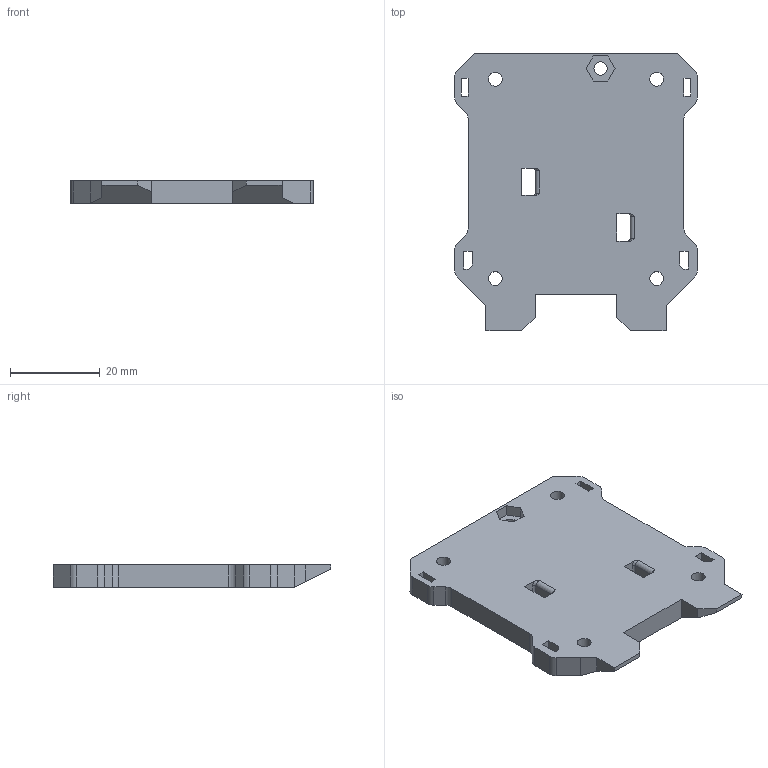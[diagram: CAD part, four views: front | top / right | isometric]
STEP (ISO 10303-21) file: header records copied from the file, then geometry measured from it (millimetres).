
FILE_DESCRIPTION(/* description */ (''),/* implementation_level */ '2;1');
FILE_NAME(/* name */ 'X_carriage_-_Rear_plate_REMIX.step',/* time_stamp */ '2020-02-02T11:13:40-05:00',/* author */ (''),/* organization */ (''),/* preprocessor_version */ 'ST-DEVELOPER v18',/* originating_system */ 'Autodesk Translation Framework v8.12.0.6',/* authorisation */ '');
FILE_SCHEMA (('AUTOMOTIVE_DESIGN { 1 0 10303 214 3 1 1 }'));
Length unit declared in the file: millimetre
Products named in the file (1): X_carriage_-_Rear_plate
Bounding box: 54.23 x 62.03 x 5 mm (x, y, z)
Volume: 13520.3 mm3; surface area: 7284.1 mm2
Topology: 1 solids, 1 shells, 95 faces, 265 edges, 173 vertices
Faces by surface type: plane 62, cylinder 25, torus 8
Full cylindrical faces by diameter (mm): 3 x1, 3.1 x4
Entity records: 3137 total; most frequent: CARTESIAN_POINT 574, ORIENTED_EDGE 530, DIRECTION 507, EDGE_CURVE 265, LINE 199, VECTOR 199, VERTEX_POINT 173, AXIS2_PLACEMENT_3D 154
